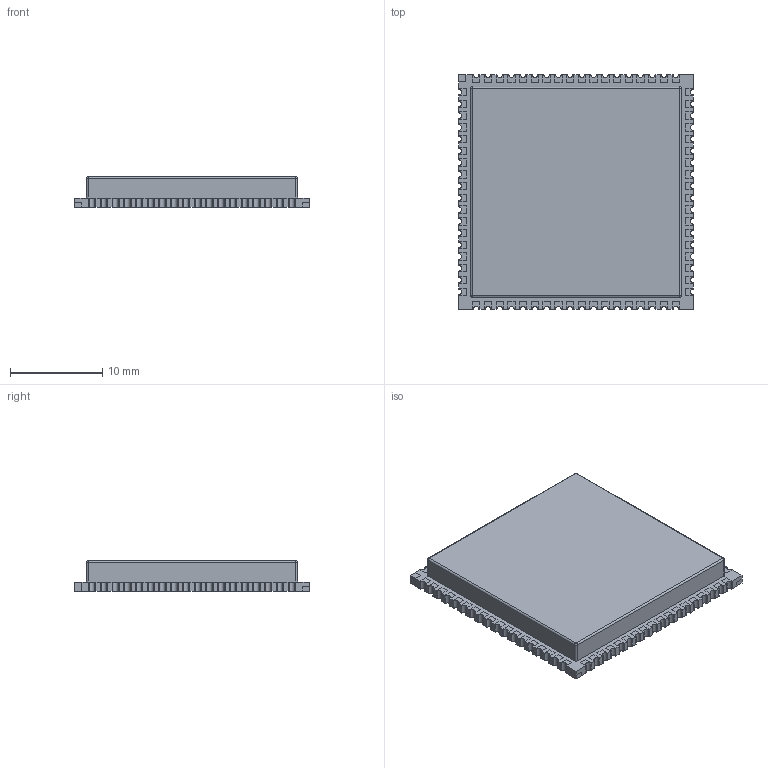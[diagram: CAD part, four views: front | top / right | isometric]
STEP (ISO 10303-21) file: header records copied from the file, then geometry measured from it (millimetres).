
FILE_DESCRIPTION(('FreeCAD Model'),'2;1');
FILE_NAME('Open CASCADE Shape Model','2024-11-13T10:14:31',( 'kicad StepUp'),('ksu MCAD'),'Open CASCADE STEP processor 7.6', 'FreeCAD','Unknown');
FILE_SCHEMA(('AUTOMOTIVE_DESIGN { 1 0 10303 214 1 1 1 1 }'));
Length unit declared in the file: millimetre
Products named in the file (1): Sipeed-M1
Bounding box: 25.4 x 25.4 x 3.3 mm (x, y, z)
Volume: 1832.9 mm3; surface area: 1600.7 mm2
Topology: 1 solids, 1 shells, 476 faces, 1407 edges, 932 vertices
Faces by surface type: plane 392, cylinder 80, sphere 4
Entity records: 19024 total; most frequent: CARTESIAN_POINT 2812, ORIENTED_EDGE 2806, DIRECTION 2517, EDGE_CURVE 1403, LINE 1243, VECTOR 1243, VERTEX_POINT 932, AXIS2_PLACEMENT_3D 637
